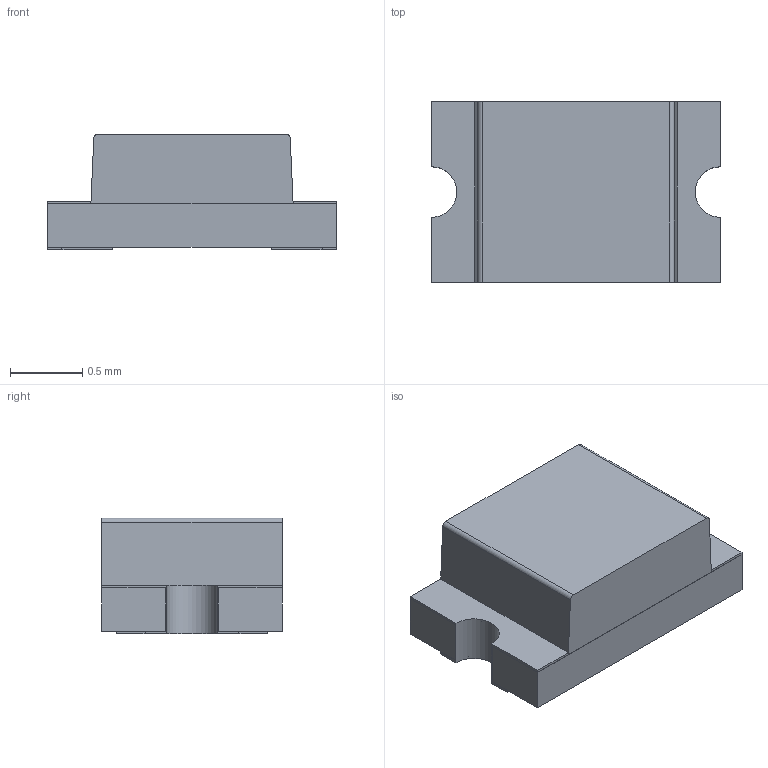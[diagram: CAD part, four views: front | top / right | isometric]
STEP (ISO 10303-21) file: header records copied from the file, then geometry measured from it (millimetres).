
FILE_DESCRIPTION(('FreeCAD Model'),'2;1');
FILE_NAME('Open CASCADE Shape Model','2024-12-14T11:48:18',(''),(''), 'Open CASCADE STEP processor 7.6','FreeCAD','Unknown');
FILE_SCHEMA(('AUTOMOTIVE_DESIGN { 1 0 10303 214 1 1 1 1 }'));
Length unit declared in the file: millimetre
Products named in the file (5): LTST_C171xKT; Pins; PCB; LED Dice; Lens
Assembly tree (4 placements, depth 2):
  LTST_C171xKT
    Pins
    PCB
    LED Dice
    Lens
Bounding box: 2 x 1.25 x 0.8 mm (x, y, z)
Volume: 1.6 mm3; surface area: 17 mm2
Topology: 5 solids, 5 shells, 65 faces, 162 edges, 108 vertices
Faces by surface type: plane 57, cylinder 8
Entity records: 2042 total; most frequent: CARTESIAN_POINT 340, ORIENTED_EDGE 324, DIRECTION 318, EDGE_CURVE 162, LINE 146, VECTOR 146, VERTEX_POINT 108, AXIS2_PLACEMENT_3D 86
